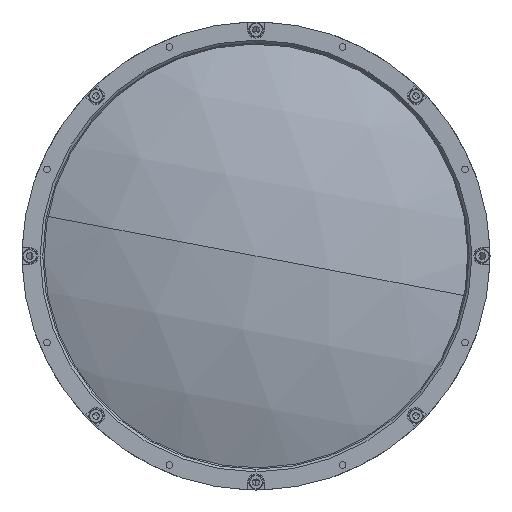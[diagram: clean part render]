
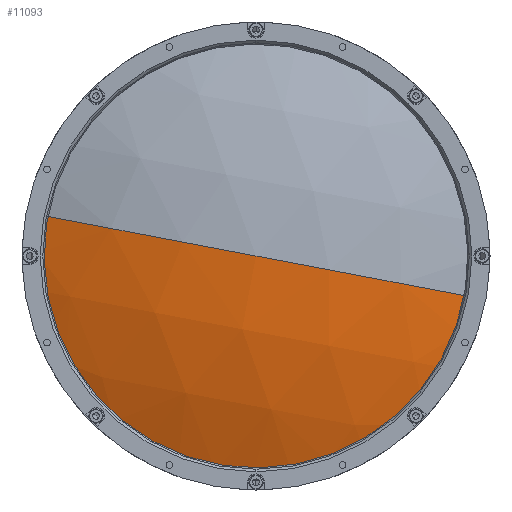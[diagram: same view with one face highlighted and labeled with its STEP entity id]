
A CAD part, left-side view. The second image highlights one B-rep face of the part: STEP entity #11093.
In plain terms, the highlighted spherical face has radius 217.7 mm.
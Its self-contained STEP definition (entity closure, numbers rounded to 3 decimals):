
#255 = CIRCLE ( 'NONE', #9475, 217.7 ) ;
#1081 = DIRECTION ( 'NONE',  ( 0., 0.982, 0.187 ) ) ;
#1093 = ORIENTED_EDGE ( 'NONE', *, *, #5426, .F. ) ;
#1330 = AXIS2_PLACEMENT_3D ( 'NONE', #18927, #9451, #20541 ) ;
#2290 = VERTEX_POINT ( 'NONE', #19846 ) ;
#4225 = CIRCLE ( 'NONE', #1330, 84. ) ;
#4437 = EDGE_LOOP ( 'NONE', ( #15827, #18853, #1093 ) ) ;
#4900 = CARTESIAN_POINT ( 'NONE',  ( 214.7, 0., 0. ) ) ;
#5059 = CARTESIAN_POINT ( 'NONE',  ( 214.7, 0., 0. ) ) ;
#5426 = EDGE_CURVE ( 'NONE', #18442, #11699, #16949, .T. ) ;
#5909 = AXIS2_PLACEMENT_3D ( 'NONE', #20083, #10570, #1081 ) ;
#6294 = CARTESIAN_POINT ( 'NONE',  ( 13.859, 82.524, 15.675 ) ) ;
#6450 = SPHERICAL_SURFACE ( 'NONE', #5909, 217.7 ) ;
#6509 = DIRECTION ( 'NONE',  ( 0., 0.982, 0.187 ) ) ;
#6680 = DIRECTION ( 'NONE',  ( 0., -0.982, -0.187 ) ) ;
#8055 = AXIS2_PLACEMENT_3D ( 'NONE', #5059, #16142, #6680 ) ;
#9451 = DIRECTION ( 'NONE',  ( -1., 0., 0. ) ) ;
#9475 = AXIS2_PLACEMENT_3D ( 'NONE', #4900, #15977, #6509 ) ;
#10570 = DIRECTION ( 'NONE',  ( 0., 0.187, -0.982 ) ) ;
#11093 = ADVANCED_FACE ( 'NONE', ( #14842 ), #6450, .T. ) ;
#11699 = VERTEX_POINT ( 'NONE', #14156 ) ;
#14156 = CARTESIAN_POINT ( 'NONE',  ( -3., 0., 0. ) ) ;
#14842 = FACE_OUTER_BOUND ( 'NONE', #4437, .T. ) ;
#15827 = ORIENTED_EDGE ( 'NONE', *, *, #18728, .T. ) ;
#15977 = DIRECTION ( 'NONE',  ( 0., 0.187, -0.982 ) ) ;
#16142 = DIRECTION ( 'NONE',  ( 0., -0.187, 0.982 ) ) ;
#16949 = CIRCLE ( 'NONE', #8055, 217.7 ) ;
#18442 = VERTEX_POINT ( 'NONE', #6294 ) ;
#18489 = EDGE_CURVE ( 'NONE', #2290, #11699, #255, .T. ) ;
#18728 = EDGE_CURVE ( 'NONE', #18442, #2290, #4225, .T. ) ;
#18853 = ORIENTED_EDGE ( 'NONE', *, *, #18489, .T. ) ;
#18927 = CARTESIAN_POINT ( 'NONE',  ( 13.859, 0., 0. ) ) ;
#19846 = CARTESIAN_POINT ( 'NONE',  ( 13.859, -82.524, -15.675 ) ) ;
#20083 = CARTESIAN_POINT ( 'NONE',  ( 214.7, 0., 0. ) ) ;
#20541 = DIRECTION ( 'NONE',  ( 0., 0.187, -0.982 ) ) ;
